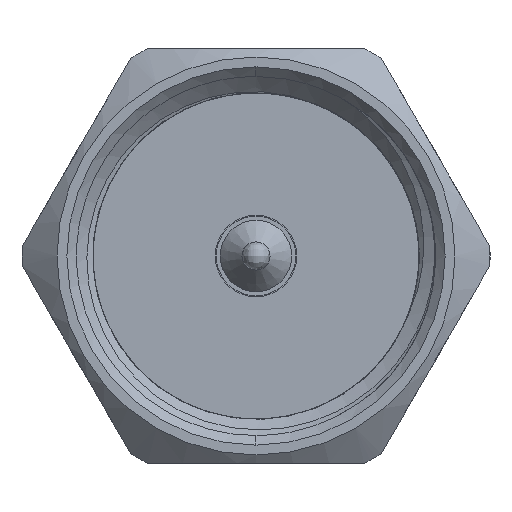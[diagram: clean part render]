
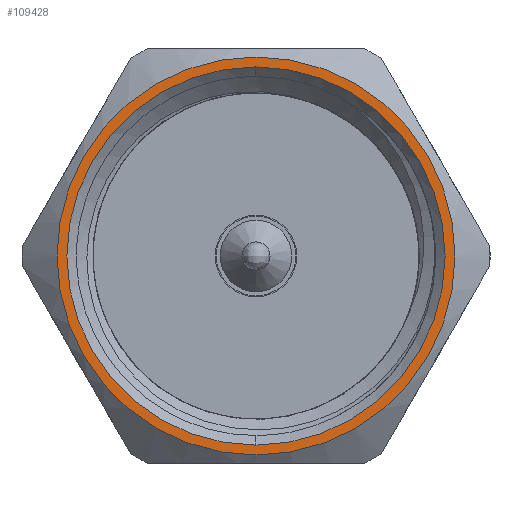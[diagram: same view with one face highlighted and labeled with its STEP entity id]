
A CAD part, left-side view. The second image highlights one B-rep face of the part: STEP entity #109428.
In plain terms, the highlighted planar face has unit normal (-1, 0, 0).
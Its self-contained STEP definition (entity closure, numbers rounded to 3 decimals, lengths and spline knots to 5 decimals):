
#43127 = FACE_BOUND ( 'NONE', #177689, .T. ) ;
#54235 = DIRECTION ( 'NONE',  ( 0., 0., 1. ) ) ;
#60775 = CIRCLE ( 'NONE', #216051, 0.2078 ) ;
#62234 = CARTESIAN_POINT ( 'NONE',  ( 0.09453, 0., -0.2078 ) ) ;
#71483 = AXIS2_PLACEMENT_3D ( 'NONE', #73508, #235427, #152450 ) ;
#73508 = CARTESIAN_POINT ( 'NONE',  ( 0.09453, 0., 0. ) ) ;
#84471 = VERTEX_POINT ( 'NONE', #62234 ) ;
#89499 = ORIENTED_EDGE ( 'NONE', *, *, #114643, .F. ) ;
#90784 = DIRECTION ( 'NONE',  ( 1., 0., 0. ) ) ;
#92422 = CARTESIAN_POINT ( 'NONE',  ( 0.09453, 0., 0. ) ) ;
#106452 = VERTEX_POINT ( 'NONE', #204968 ) ;
#109428 = ADVANCED_FACE ( 'NONE', ( #207346, #43127 ), #197114, .F. ) ;
#114643 = EDGE_CURVE ( 'NONE', #84471, #84471, #60775, .T. ) ;
#118723 = CARTESIAN_POINT ( 'NONE',  ( 0.09453, 0., 0.1975 ) ) ;
#132802 = ORIENTED_EDGE ( 'NONE', *, *, #185109, .F. ) ;
#152450 = DIRECTION ( 'NONE',  ( 0., 0., 1. ) ) ;
#163994 = CIRCLE ( 'NONE', #220096, 0.1975 ) ;
#170501 = CIRCLE ( 'NONE', #71483, 0.1975 ) ;
#177230 = CARTESIAN_POINT ( 'NONE',  ( 0.09453, 0., 0. ) ) ;
#177689 = EDGE_LOOP ( 'NONE', ( #132802, #180209 ) ) ;
#180209 = ORIENTED_EDGE ( 'NONE', *, *, #210045, .T. ) ;
#185109 = EDGE_CURVE ( 'NONE', #187793, #106452, #170501, .T. ) ;
#187793 = VERTEX_POINT ( 'NONE', #118723 ) ;
#196556 = EDGE_LOOP ( 'NONE', ( #89499 ) ) ;
#197114 = PLANE ( 'NONE',  #239983 ) ;
#197944 = DIRECTION ( 'NONE',  ( 0., 0., -1. ) ) ;
#204968 = CARTESIAN_POINT ( 'NONE',  ( 0.09453, 0., -0.1975 ) ) ;
#205888 = DIRECTION ( 'NONE',  ( 0., 0., -1. ) ) ;
#207346 = FACE_OUTER_BOUND ( 'NONE', #196556, .T. ) ;
#208462 = CARTESIAN_POINT ( 'NONE',  ( 0.09453, 0., 0. ) ) ;
#210045 = EDGE_CURVE ( 'NONE', #187793, #106452, #163994, .T. ) ;
#212681 = DIRECTION ( 'NONE',  ( 1., 0., 0. ) ) ;
#216051 = AXIS2_PLACEMENT_3D ( 'NONE', #208462, #90784, #205888 ) ;
#220096 = AXIS2_PLACEMENT_3D ( 'NONE', #92422, #212681, #54235 ) ;
#235427 = DIRECTION ( 'NONE',  ( -1., 0., 0. ) ) ;
#239983 = AXIS2_PLACEMENT_3D ( 'NONE', #177230, #255169, #197944 ) ;
#255169 = DIRECTION ( 'NONE',  ( 1., 0., 0. ) ) ;
